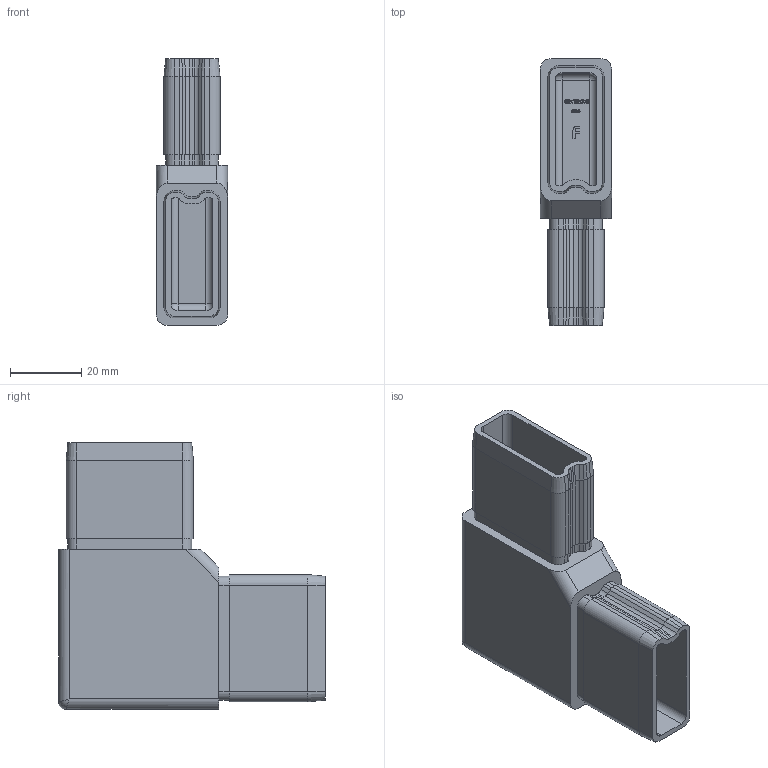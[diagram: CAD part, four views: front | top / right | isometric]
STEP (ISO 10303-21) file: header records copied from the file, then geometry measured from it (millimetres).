
FILE_DESCRIPTION (( 'STEP AP203' ), '1' );
FILE_NAME ('10124020.STEP', '2020-05-12T11:16:46', ( '' ), ( '' ), 'SwSTEP 2.0', 'SolidWorks 2015', '' );
FILE_SCHEMA (( 'CONFIG_CONTROL_DESIGN' ));
Length unit declared in the file: millimetre
Products named in the file (1): 10124020
Bounding box: 20 x 75 x 75 mm (x, y, z)
Volume: 31635.2 mm3; surface area: 21945.3 mm2
Topology: 1 solids, 1 shells, 548 faces, 1403 edges, 896 vertices
Faces by surface type: plane 320, bspline 154, cylinder 56, cone 16, sphere 2
Entity records: 25336 total; most frequent: CARTESIAN_POINT 13072, ORIENTED_EDGE 2798, DIRECTION 1967, EDGE_CURVE 1399, VECTOR 961, LINE 961, VERTEX_POINT 896, EDGE_LOOP 593
